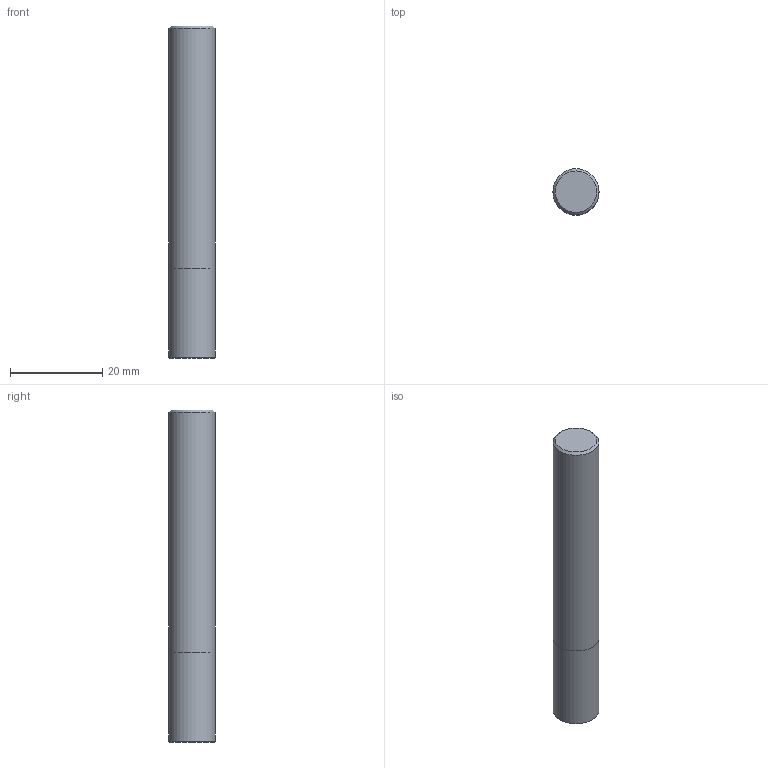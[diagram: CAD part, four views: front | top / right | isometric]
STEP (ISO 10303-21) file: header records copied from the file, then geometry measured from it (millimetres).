
FILE_DESCRIPTION(/* description */ (''),/* implementation_level */ '2;1');
FILE_NAME(/* name */ '1598514411690.stp',/* time_stamp */ '2020-08-27T09:47:02+02:00',/* author */ (''),/* organization */ ('SMS'),/* preprocessor_version */ 'ST-DEVELOPER v16.7',/* originating_system */ 'SIEMENS PLM Software NX 12.0',/* authorisation */ '');
FILE_SCHEMA (('AUTOMOTIVE_DESIGN { 1 0 10303 214 3 1 1 1 }'));
Length unit declared in the file: millimetre
Products named in the file (1): 203133521mod000_00
Bounding box: 10 x 10 x 72 mm (x, y, z)
Volume: 5650.5 mm3; surface area: 2562.8 mm2
Topology: 2 solids, 2 shells, 8 faces, 11 edges, 12 vertices
Faces by surface type: plane 4, cylinder 2, cone 2
Full cylindrical faces by diameter (mm): 10 x2
Entity records: 243 total; most frequent: CARTESIAN_POINT 41, DIRECTION 36, AXIS2_PLACEMENT_3D 18, EDGE_LOOP 12, ORIENTED_EDGE 12, STYLED_ITEM 10, PRESENTATION_STYLE_ASSIGNMENT 10, FACE_BOUND 8
